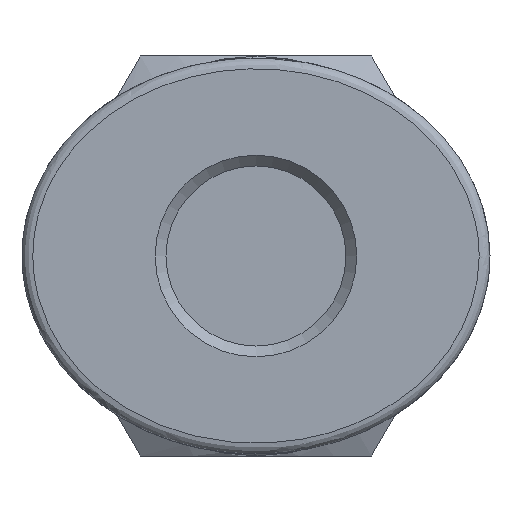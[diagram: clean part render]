
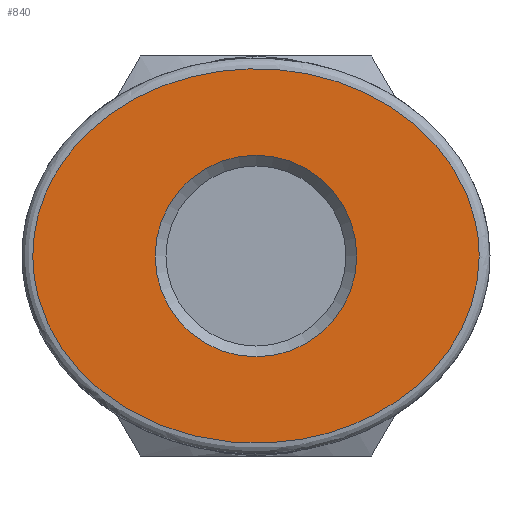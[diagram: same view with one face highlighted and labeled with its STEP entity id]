
A CAD part, left-side view. The second image highlights one B-rep face of the part: STEP entity #840.
In plain terms, the highlighted face is planar.
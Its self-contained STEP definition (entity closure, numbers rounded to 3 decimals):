
#777=CARTESIAN_POINT('',(2.8,4.4,0.));
#778=VERTEX_POINT('',#777);
#779=CARTESIAN_POINT('',(0.,4.4,0.0));
#780=DIRECTION('',(0.0,1.0,0.0));
#781=DIRECTION('',(-1.0,0.0,0.0));
#782=AXIS2_PLACEMENT_3D('',#779,#780,#781);
#783=CIRCLE('',#782,2.8);
#784=EDGE_CURVE('',#778,#778,#783,.T.);
#809=CARTESIAN_POINT('',(0.,4.4,0.));
#810=DIRECTION('',(0.0,1.0,0.0));
#811=DIRECTION('',(0.0,0.0,1.0));
#812=AXIS2_PLACEMENT_3D('',#809,#810,#811);
#813=PLANE('',#812);
#814=CARTESIAN_POINT('',(6.2,4.4,0.));
#815=VERTEX_POINT('',#814);
#816=CARTESIAN_POINT('',(6.201,4.4,0.));
#817=CARTESIAN_POINT('',(6.201,4.4,0.851));
#818=CARTESIAN_POINT('',(5.674,4.4,2.555));
#819=CARTESIAN_POINT('',(3.101,4.4,4.942));
#820=CARTESIAN_POINT('',(-0.49,4.4,5.533));
#821=CARTESIAN_POINT('',(-3.747,4.4,4.347));
#822=CARTESIAN_POINT('',(-5.456,4.4,2.75));
#823=CARTESIAN_POINT('',(-6.227,4.4,0.87));
#824=CARTESIAN_POINT('',(-6.228,4.4,-0.87));
#825=CARTESIAN_POINT('',(-5.343,4.4,-3.02));
#826=CARTESIAN_POINT('',(-3.48,4.4,-4.499));
#827=CARTESIAN_POINT('',(-0.193,4.4,-5.482));
#828=CARTESIAN_POINT('',(3.102,4.4,-4.943));
#829=CARTESIAN_POINT('',(5.673,4.4,-2.554));
#830=CARTESIAN_POINT('',(6.201,4.4,-0.851));
#831=CARTESIAN_POINT('',(6.201,4.4,0.));
#832=B_SPLINE_CURVE_WITH_KNOTS('',3,(#816,#817,#818,#819,#820,#821,#822,#823,#824,#825,#826,#827,#828,#829,#830,#831),.UNSPECIFIED.,.T.,.U.,(4,1,1,1,1,1,1,1,1,1,1,1,1,4),(-3.142,-2.693,-2.244,-1.346,-0.898,-0.449,-0.15,0.15,0.449,1.047,1.346,2.244,2.693,3.142),.UNSPECIFIED.);
#833=EDGE_CURVE('',#815,#815,#832,.T.);
#834=ORIENTED_EDGE('',*,*,#833,.F.);
#835=EDGE_LOOP('',(#834));
#836=FACE_OUTER_BOUND('',#835,.T.);
#837=ORIENTED_EDGE('',*,*,#784,.F.);
#838=EDGE_LOOP('',(#837));
#839=FACE_BOUND('',#838,.T.);
#840=ADVANCED_FACE('',(#836,#839),#813,.T.);
